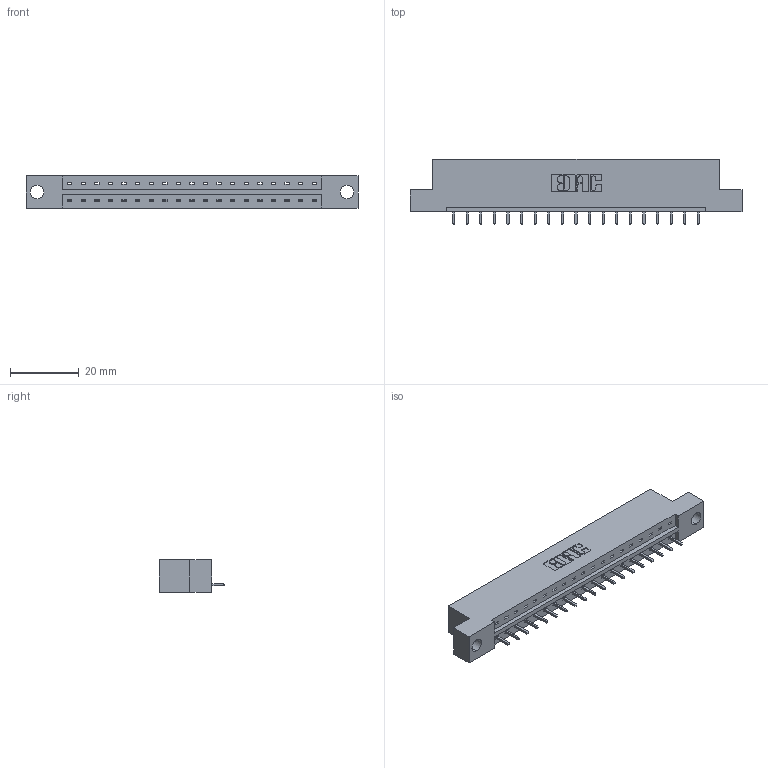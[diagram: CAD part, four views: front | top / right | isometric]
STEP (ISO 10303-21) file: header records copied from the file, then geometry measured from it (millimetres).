
FILE_DESCRIPTION (( 'STEP AP203' ), '1' );
FILE_NAME ('333-019-521-104.STEP', '2018-08-01T23:03:26', ( '' ), ( '' ), 'SwSTEP 2.0', 'SolidWorks 2016', '' );
FILE_SCHEMA (( 'CONFIG_CONTROL_DESIGN' ));
Length unit declared in the file: inch
Products named in the file (3): 333 Part_Flush - .156 Dia - TH; 345-292-001_345-293-121; 333-019-521-104
Assembly tree (20 placements, depth 2):
  333-019-521-104
    333 Part_Flush - .156 Dia - TH
    345-292-001_345-293-121  x19
Bounding box: 96.82 x 19.06 x 9.4 mm (x, y, z)
Volume: 9403.6 mm3; surface area: 9595.2 mm2
Topology: 20 solids, 20 shells, 1216 faces, 3655 edges, 2410 vertices
Faces by surface type: plane 868, cylinder 348
Entity records: 14611 total; most frequent: CARTESIAN_POINT 2531, ORIENTED_EDGE 2486, DIRECTION 2181, EDGE_CURVE 1243, LINE 1115, VECTOR 1115, VERTEX_POINT 826, AXIS2_PLACEMENT_3D 533
